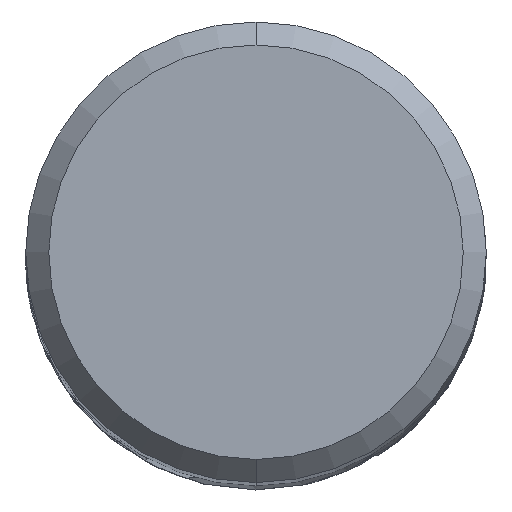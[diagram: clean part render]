
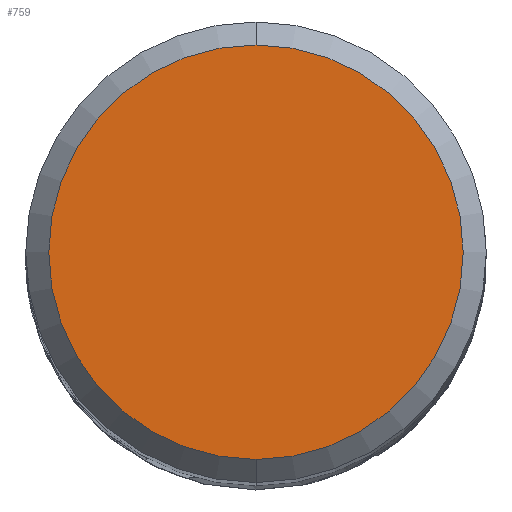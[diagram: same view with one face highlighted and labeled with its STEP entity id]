
A CAD part, top view. The second image highlights one B-rep face of the part: STEP entity #759.
In plain terms, the highlighted planar face has unit normal (0, 0, 1).
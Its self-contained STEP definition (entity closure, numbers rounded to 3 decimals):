
#603=EDGE_CURVE('',#1235,#1165,#1499,.T.);
#759=ADVANCED_FACE('',(#1668),#1669,.T.);
#1067=EDGE_CURVE('',#1165,#1235,#2001,.T.);
#1165=VERTEX_POINT('',#2110);
#1235=VERTEX_POINT('',#2188);
#1499=CIRCLE('',#5192,5.4);
#1668=FACE_OUTER_BOUND('',#6331,.T.);
#1669=PLANE('',#6332);
#2001=CIRCLE('',#10200,5.4);
#2110=CARTESIAN_POINT('',(0.0,5.4,0.0));
#2188=CARTESIAN_POINT('',(0.,-5.4,0.0));
#5192=AXIS2_PLACEMENT_3D('',#12826,#12827,#12828);
#6331=EDGE_LOOP('',(#12980,#12981));
#6332=AXIS2_PLACEMENT_3D('',#12982,#12983,#12984);
#10200=AXIS2_PLACEMENT_3D('',#13276,#13277,#13278);
#12826=CARTESIAN_POINT('',(0.0,0.0,0.0));
#12827=DIRECTION('',(0.0,0.0,-1.0));
#12828=DIRECTION('',(0.0,1.0,0.0));
#12980=ORIENTED_EDGE('',*,*,#1067,.F.);
#12981=ORIENTED_EDGE('',*,*,#603,.F.);
#12982=CARTESIAN_POINT('',(0.0,2.7,0.0));
#12983=DIRECTION('',(-0.0,0.0,1.0));
#12984=DIRECTION('',(0.0,-1.0,0.0));
#13276=CARTESIAN_POINT('',(0.0,0.0,0.0));
#13277=DIRECTION('',(0.0,0.0,-1.0));
#13278=DIRECTION('',(0.0,1.0,0.0));
